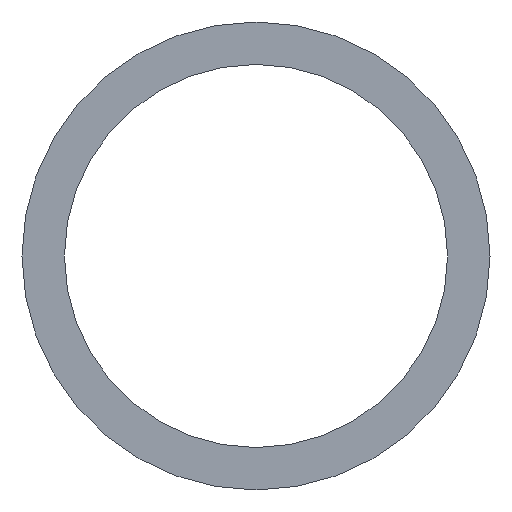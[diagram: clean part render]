
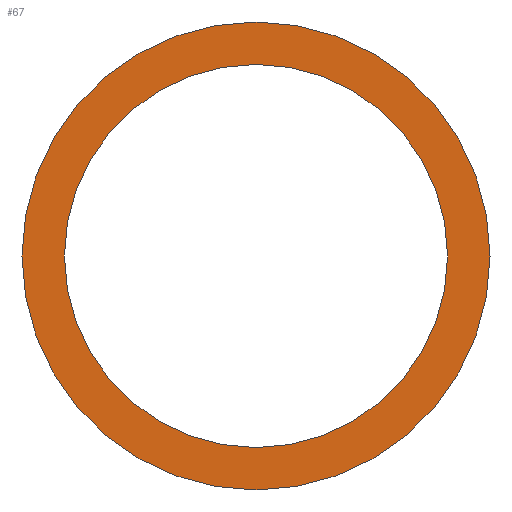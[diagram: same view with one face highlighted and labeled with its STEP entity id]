
A CAD part, left-side view. The second image highlights one B-rep face of the part: STEP entity #67.
In plain terms, the highlighted planar face has unit normal (-1, 0, 0).
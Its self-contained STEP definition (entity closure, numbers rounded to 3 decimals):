
#51 = EDGE_CURVE( '', #59, #57, #121, .T. );
#57 = VERTEX_POINT( '', #127 );
#59 = VERTEX_POINT( '', #129 );
#61 = EDGE_CURVE( '', #91, #85, #131, .T. );
#67 = ADVANCED_FACE( '', ( #138, #139 ), #140, .F. );
#85 = VERTEX_POINT( '', #161 );
#91 = VERTEX_POINT( '', #168 );
#93 = EDGE_CURVE( '', #85, #91, #170, .T. );
#99 = EDGE_CURVE( '', #57, #59, #176, .T. );
#121 = CIRCLE( '', #190, 177.5 );
#127 = CARTESIAN_POINT( '', ( 0., 0., 177.5 ) );
#129 = CARTESIAN_POINT( '', ( 0., 0., -177.5 ) );
#131 = CIRCLE( '', #203, 145.3 );
#138 = FACE_OUTER_BOUND( '', #210, .T. );
#139 = FACE_BOUND( '', #211, .T. );
#140 = PLANE( '', #212 );
#161 = CARTESIAN_POINT( '', ( 0., 0., -145.3 ) );
#168 = CARTESIAN_POINT( '', ( 0., 0., 145.3 ) );
#170 = CIRCLE( '', #249, 145.3 );
#176 = CIRCLE( '', #258, 177.5 );
#190 = AXIS2_PLACEMENT_3D( '', #266, #267, #268 );
#203 = AXIS2_PLACEMENT_3D( '', #270, #271, #272 );
#210 = EDGE_LOOP( '', ( #282, #283 ) );
#211 = EDGE_LOOP( '', ( #284, #285 ) );
#212 = AXIS2_PLACEMENT_3D( '', #286, #287, #288 );
#249 = AXIS2_PLACEMENT_3D( '', #320, #321, #322 );
#258 = AXIS2_PLACEMENT_3D( '', #329, #330, #331 );
#266 = CARTESIAN_POINT( '', ( 0., 0., 0. ) );
#267 = DIRECTION( '', ( 1., 0., 0. ) );
#268 = DIRECTION( '', ( 0., 0., -1. ) );
#270 = CARTESIAN_POINT( '', ( 0., 0., 0. ) );
#271 = DIRECTION( '', ( 1., 0., 0. ) );
#272 = DIRECTION( '', ( 0., 0., -1. ) );
#282 = ORIENTED_EDGE( '', *, *, #51, .F. );
#283 = ORIENTED_EDGE( '', *, *, #99, .F. );
#284 = ORIENTED_EDGE( '', *, *, #93, .T. );
#285 = ORIENTED_EDGE( '', *, *, #61, .T. );
#286 = CARTESIAN_POINT( '', ( 0., 0., 0. ) );
#287 = DIRECTION( '', ( 1., 0., 0. ) );
#288 = DIRECTION( '', ( 0., 0., -1. ) );
#320 = CARTESIAN_POINT( '', ( 0., 0., 0. ) );
#321 = DIRECTION( '', ( 1., 0., 0. ) );
#322 = DIRECTION( '', ( 0., 0., -1. ) );
#329 = CARTESIAN_POINT( '', ( 0., 0., 0. ) );
#330 = DIRECTION( '', ( 1., 0., 0. ) );
#331 = DIRECTION( '', ( 0., 0., -1. ) );
